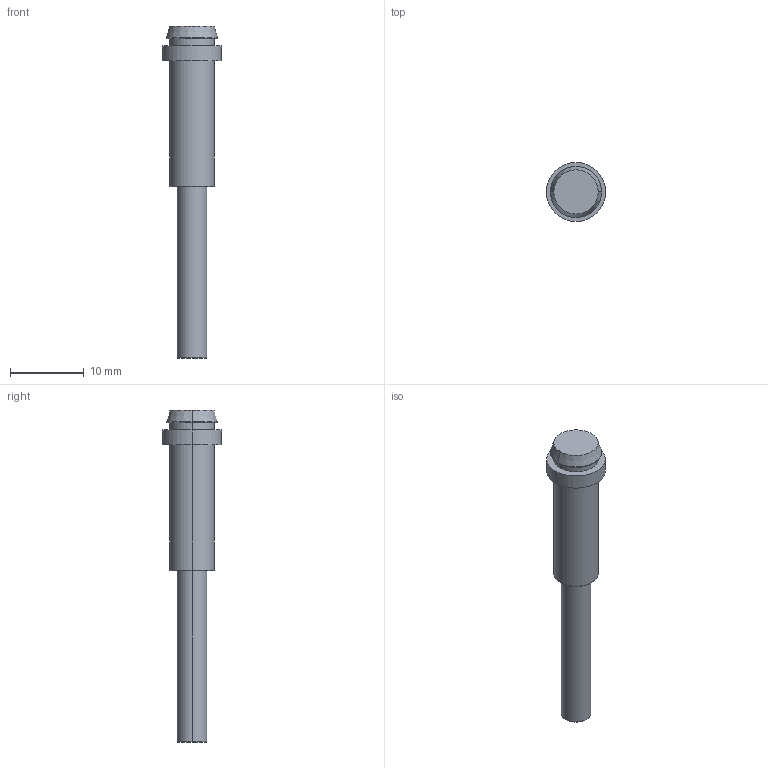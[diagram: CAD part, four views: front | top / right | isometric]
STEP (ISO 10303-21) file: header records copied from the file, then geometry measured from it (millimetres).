
FILE_DESCRIPTION((''),'2;1');
FILE_NAME('PRT0001_SW0001','2012-02-21T',('dhelisch'),(''),'PRO/ENGINEER BY PARAMETRIC TECHNOLOGY CORPORATION, 2007250','PRO/ENGINEER BY PARAMETRIC TECHNOLOGY CORPORATION, 2007250','');
FILE_SCHEMA(('CONFIG_CONTROL_DESIGN'));
Length unit declared in the file: millimetre
Products named in the file (1): PRT0001_SW0001
Bounding box: 8 x 8 x 45 mm (x, y, z)
Surface area: 826.8 mm2 (no closed solid volume)
Topology: 0 solids, 1 shells, 22 faces, 42 edges, 26 vertices
Faces by surface type: cylinder 8, plane 6, torus 6, cone 2
Entity records: 835 total; most frequent: DIRECTION 118, CARTESIAN_POINT 90, ORIENTED_EDGE 84, COLOUR_RGB 65, AXIS2_PLACEMENT_3D 54, EDGE_CURVE 42, CIRCLE 32, VERTEX_POINT 26
